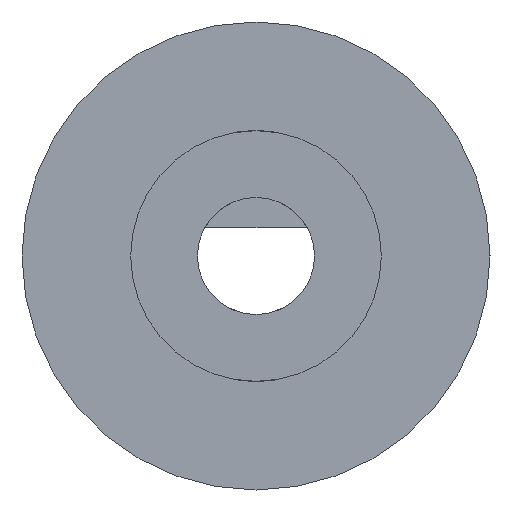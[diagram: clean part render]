
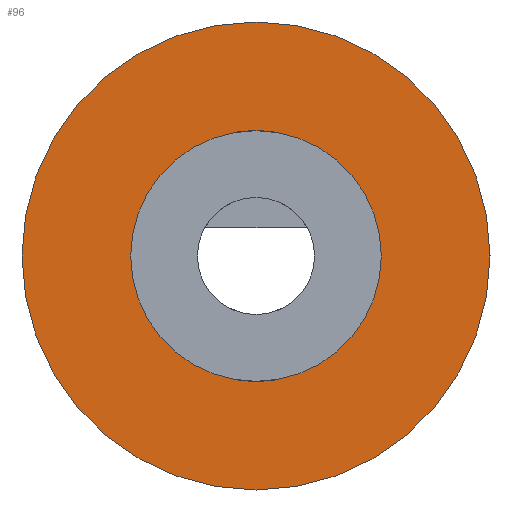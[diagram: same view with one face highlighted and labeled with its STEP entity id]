
A CAD part, left-side view. The second image highlights one B-rep face of the part: STEP entity #96.
In plain terms, the highlighted planar face has unit normal (-1, 0, 0).
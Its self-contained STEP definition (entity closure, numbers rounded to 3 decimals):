
#13 = CARTESIAN_POINT ( 'NONE',  ( 8., 7.5, 0. ) ) ;
#22 = ORIENTED_EDGE ( 'NONE', *, *, #67, .F. ) ;
#33 = DIRECTION ( 'NONE',  ( 1., 0., 0. ) ) ;
#67 = EDGE_CURVE ( 'NONE', #502, #281, #1113, .T. ) ;
#96 = ADVANCED_FACE ( 'NONE', ( #353, #1104 ), #636, .T. ) ;
#185 = DIRECTION ( 'NONE',  ( 1., 0., 0. ) ) ;
#261 = AXIS2_PLACEMENT_3D ( 'NONE', #355, #449, #1051 ) ;
#264 = EDGE_LOOP ( 'NONE', ( #875, #1071 ) ) ;
#281 = VERTEX_POINT ( 'NONE', #892 ) ;
#316 = VERTEX_POINT ( 'NONE', #13 ) ;
#324 = DIRECTION ( 'NONE',  ( 0., 1., 0. ) ) ;
#353 = FACE_BOUND ( 'NONE', #264, .T. ) ;
#355 = CARTESIAN_POINT ( 'NONE',  ( 8., 0., 0. ) ) ;
#449 = DIRECTION ( 'NONE',  ( 1., 0., 0. ) ) ;
#479 = CARTESIAN_POINT ( 'NONE',  ( 8., 0., 0. ) ) ;
#502 = VERTEX_POINT ( 'NONE', #1131 ) ;
#525 = DIRECTION ( 'NONE',  ( 1., 0., 0. ) ) ;
#533 = EDGE_CURVE ( 'NONE', #942, #316, #576, .T. ) ;
#552 = CARTESIAN_POINT ( 'NONE',  ( 8., 7.5, 0. ) ) ;
#576 = CIRCLE ( 'NONE', #844, 7.5 ) ;
#612 = ORIENTED_EDGE ( 'NONE', *, *, #879, .F. ) ;
#627 = AXIS2_PLACEMENT_3D ( 'NONE', #552, #1146, #825 ) ;
#636 = PLANE ( 'NONE',  #627 ) ;
#642 = EDGE_LOOP ( 'NONE', ( #612, #22 ) ) ;
#710 = CARTESIAN_POINT ( 'NONE',  ( 8., 0., 0. ) ) ;
#781 = CIRCLE ( 'NONE', #1258, 14. ) ;
#806 = CARTESIAN_POINT ( 'NONE',  ( 8., -7.5, 0. ) ) ;
#810 = CIRCLE ( 'NONE', #1193, 7.5 ) ;
#811 = EDGE_CURVE ( 'NONE', #316, #942, #810, .T. ) ;
#825 = DIRECTION ( 'NONE',  ( 0., -1., 0. ) ) ;
#828 = DIRECTION ( 'NONE',  ( 0., 1., 0. ) ) ;
#844 = AXIS2_PLACEMENT_3D ( 'NONE', #921, #525, #828 ) ;
#863 = DIRECTION ( 'NONE',  ( 0., 1., 0. ) ) ;
#875 = ORIENTED_EDGE ( 'NONE', *, *, #811, .T. ) ;
#879 = EDGE_CURVE ( 'NONE', #281, #502, #781, .T. ) ;
#892 = CARTESIAN_POINT ( 'NONE',  ( 8., 14., 0. ) ) ;
#921 = CARTESIAN_POINT ( 'NONE',  ( 8., 0., 0. ) ) ;
#942 = VERTEX_POINT ( 'NONE', #806 ) ;
#1051 = DIRECTION ( 'NONE',  ( 0., 1., 0. ) ) ;
#1071 = ORIENTED_EDGE ( 'NONE', *, *, #533, .T. ) ;
#1104 = FACE_OUTER_BOUND ( 'NONE', #642, .T. ) ;
#1113 = CIRCLE ( 'NONE', #261, 14. ) ;
#1131 = CARTESIAN_POINT ( 'NONE',  ( 8., -14., 0. ) ) ;
#1146 = DIRECTION ( 'NONE',  ( -1., 0., 0. ) ) ;
#1193 = AXIS2_PLACEMENT_3D ( 'NONE', #479, #185, #863 ) ;
#1258 = AXIS2_PLACEMENT_3D ( 'NONE', #710, #33, #324 ) ;
